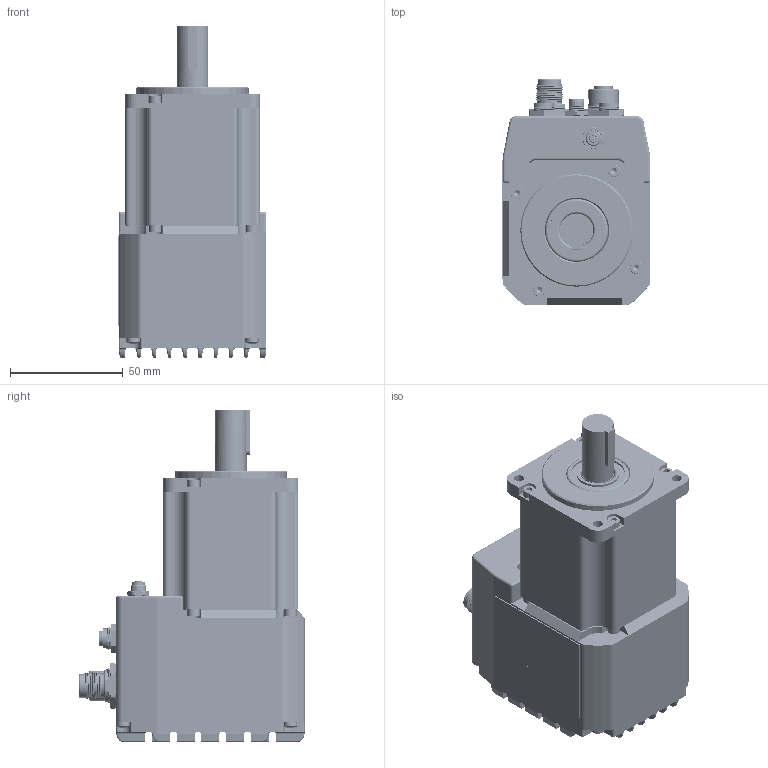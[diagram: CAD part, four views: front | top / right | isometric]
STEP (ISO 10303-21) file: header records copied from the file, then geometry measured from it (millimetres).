
FILE_DESCRIPTION(/* description */ ('Unknown'),/* implementation_level */ '2;1');
FILE_NAME(/* name */ 'DM5D2200x262x0',/* time_stamp */ '2025-10-03T16:32:56+02:00',/* author */ ('Unknown'),/* organization */ ('Unknown'),/* preprocessor_version */ 'ST-DEVELOPER v16.7',/* originating_system */ 'Solid Edge',/* authorisation */ 'Unknown');
FILE_SCHEMA (('AUTOMOTIVE_DESIGN {1 0 10303 214 3 1 1}'));
Products named in the file (24): DM5D2 con ISE03_motore 60mm; Guarnizione motore cover per DM4D2 con IMD12; Cover DM5D2 con ISE03_Motore 60mm; 8-04PMMS-SF7001; ghiera per 8-04PMMS-SF7001; M12L-05PMEC-SF8CXX-STP; ghiera per M12L-05PMEC-SF8CXX-STP; m12a-17pffs-sf8001; ghiera per M12A-17PFFS-SF8001; Ghiera per CDM506-04A-FT-F775-67; Dissipatore DM5D2 con ISE03_Motore 60mm; CDM506-04A-FT-F775-67; Etichetta; BIVAR__INC_PLPC2-4MM; Mica Isolante 1 per DM5D2 con ISE03; motore 200W con encoder_oa_0; Motore 200W; BIVAR__INC_PLPC2-5MM; Mica Isolante 2 per DM5D2 con ISE03; Guarnizione Dissipatore Cover DM5D2 con ISE03_Motore 60mm; tcc_M3x06; sm8-04pffs-sf8001; Ghiera per SM8-04PFFS-SF8001-STP; tcc_M3x08
Assembly tree (36 placements, depth 3):
  DM5D2 con ISE03_motore 60mm
    Guarnizione motore cover per DM4D2 con IMD12
    Cover DM5D2 con ISE03_Motore 60mm
    8-04PMMS-SF7001
    ghiera per 8-04PMMS-SF7001
    M12L-05PMEC-SF8CXX-STP
    ghiera per M12L-05PMEC-SF8CXX-STP
    m12a-17pffs-sf8001
    ghiera per M12A-17PFFS-SF8001
    Ghiera per CDM506-04A-FT-F775-67
    Dissipatore DM5D2 con ISE03_Motore 60mm
    CDM506-04A-FT-F775-67
    Etichetta
    BIVAR__INC_PLPC2-4MM  x3
    Mica Isolante 1 per DM5D2 con ISE03
    motore 200W con encoder_oa_0
      Motore 200W
    BIVAR__INC_PLPC2-5MM  x4
    Mica Isolante 2 per DM5D2 con ISE03
    Guarnizione Dissipatore Cover DM5D2 con ISE03_Motore 60mm
    tcc_M3x06  x4
    sm8-04pffs-sf8001  x2
    Ghiera per SM8-04PFFS-SF8001-STP  x2
    tcc_M3x08  x4
Bounding box: 66.1 x 100.1 x 147.5 mm (x, y, z)
Volume: 203601.4 mm3; surface area: 128114.7 mm2
Topology: 38 solids, 40 shells, 5242 faces, 14011 edges, 9156 vertices
Faces by surface type: plane 2462, cylinder 1592, bspline 597, cone 344, torus 179, sphere 68
Full cylindrical faces by diameter (mm): 0.5 x4, 0.6 x4, 0.65 x17, 0.8 x42, 1 x12, 1.15 x17, 1.18 x17, 1.2 x10, 1.24 x17, 1.4 x4, 1.5 x8, 1.55 x13, 1.6 x11, 1.873 x7, 2 x7, 2.013 x3, 2.2 x1, 2.25 x3, 2.33 x1, 2.459 x8, 2.5 x15, 3 x17, 3.2 x4, 3.5 x1, 4.3 x1, 4.5 x4, 4.6 x1, 5.5 x9, 5.6 x2, 5.75 x3
Entity records: 182433 total; most frequent: CARTESIAN_POINT 50606, ORIENTED_EDGE 22430, DIRECTION 19887, EDGE_CURVE 11215, VERTEX_POINT 7604, AXIS2_PLACEMENT_3D 7044, LINE 5799, VECTOR 5799
